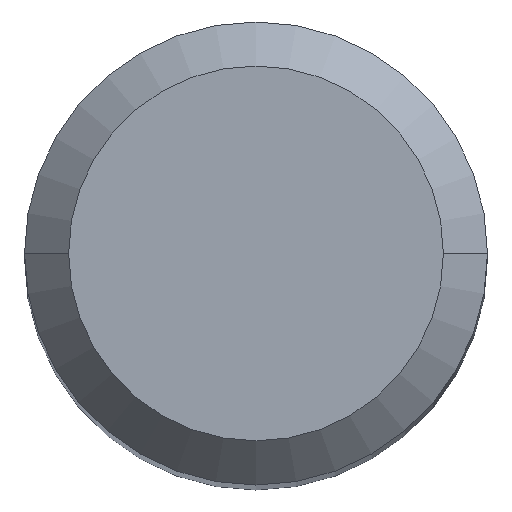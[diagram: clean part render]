
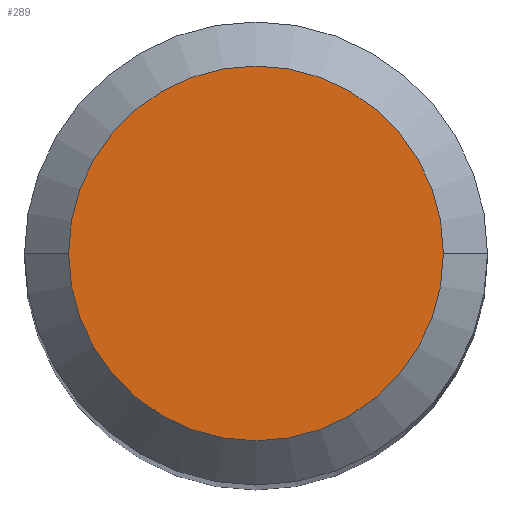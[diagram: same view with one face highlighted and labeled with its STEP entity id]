
A CAD part, top view. The second image highlights one B-rep face of the part: STEP entity #289.
In plain terms, the highlighted planar face has unit normal (0, 0, 1).
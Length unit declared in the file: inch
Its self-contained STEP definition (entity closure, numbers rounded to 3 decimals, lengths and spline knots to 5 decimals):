
#6 = DIRECTION ( 'NONE',  ( 1., 0., 0. ) ) ;
#12 = DIRECTION ( 'NONE',  ( 1., 0., 0. ) ) ;
#13 = EDGE_LOOP ( 'NONE', ( #429, #138 ) ) ;
#22 = AXIS2_PLACEMENT_3D ( 'NONE', #331, #221, #447 ) ;
#28 = EDGE_CURVE ( 'NONE', #227, #253, #137, .T. ) ;
#38 = CARTESIAN_POINT ( 'NONE',  ( 0., 0., 0. ) ) ;
#110 = PLANE ( 'NONE',  #22 ) ;
#137 = CIRCLE ( 'NONE', #293, 0.06375 ) ;
#138 = ORIENTED_EDGE ( 'NONE', *, *, #273, .T. ) ;
#176 = AXIS2_PLACEMENT_3D ( 'NONE', #334, #298, #12 ) ;
#179 = DIRECTION ( 'NONE',  ( 0., 0., 1. ) ) ;
#213 = CARTESIAN_POINT ( 'NONE',  ( 0.06375, 0., 0. ) ) ;
#221 = DIRECTION ( 'NONE',  ( 0., 0., -1. ) ) ;
#227 = VERTEX_POINT ( 'NONE', #439 ) ;
#253 = VERTEX_POINT ( 'NONE', #213 ) ;
#273 = EDGE_CURVE ( 'NONE', #253, #227, #307, .T. ) ;
#289 = ADVANCED_FACE ( 'NONE', ( #364 ), #110, .F. ) ;
#293 = AXIS2_PLACEMENT_3D ( 'NONE', #38, #179, #6 ) ;
#298 = DIRECTION ( 'NONE',  ( 0., 0., 1. ) ) ;
#307 = CIRCLE ( 'NONE', #176, 0.06375 ) ;
#331 = CARTESIAN_POINT ( 'NONE',  ( 0., 0.06375, 0. ) ) ;
#334 = CARTESIAN_POINT ( 'NONE',  ( 0., 0., 0. ) ) ;
#364 = FACE_OUTER_BOUND ( 'NONE', #13, .T. ) ;
#429 = ORIENTED_EDGE ( 'NONE', *, *, #28, .T. ) ;
#439 = CARTESIAN_POINT ( 'NONE',  ( -0.06375, 0., 0. ) ) ;
#447 = DIRECTION ( 'NONE',  ( -1., 0., 0. ) ) ;
